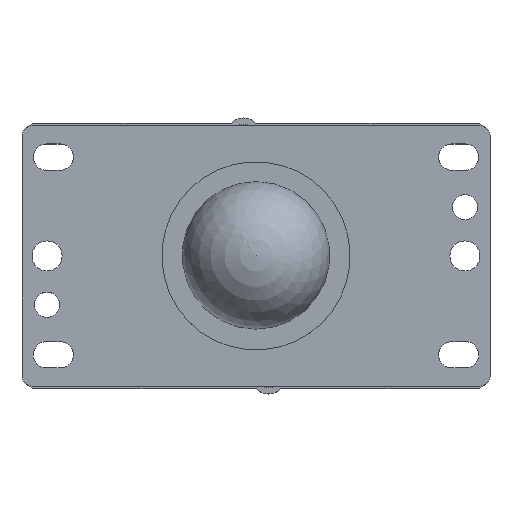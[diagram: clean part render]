
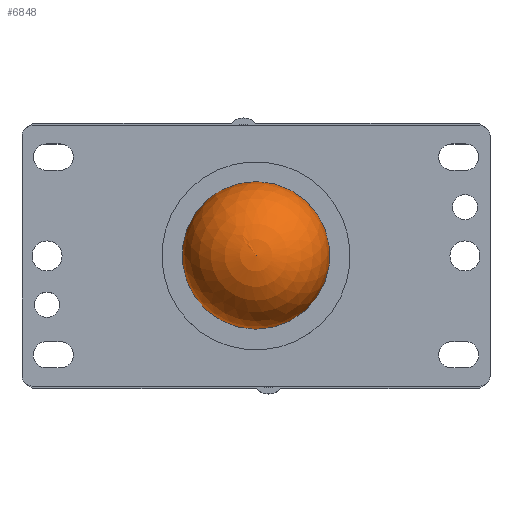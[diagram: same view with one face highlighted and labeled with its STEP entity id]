
A CAD part, top view. The second image highlights one B-rep face of the part: STEP entity #6848.
In plain terms, the highlighted spherical face has radius 14.986 mm.
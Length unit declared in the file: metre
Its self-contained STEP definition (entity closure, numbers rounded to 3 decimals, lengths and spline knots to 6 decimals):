
#66=SPHERICAL_SURFACE('',#7714,0.014986);
#514=CIRCLE('',#7715,0.014712);
#2431=ORIENTED_EDGE('',*,*,#3445,.F.);
#3445=EDGE_CURVE('',#4110,#4110,#514,.T.);
#4110=VERTEX_POINT('',#11748);
#5671=EDGE_LOOP('',(#2431));
#6231=FACE_BOUND('',#5671,.T.);
#6848=ADVANCED_FACE('',(#6231),#66,.T.);
#7714=AXIS2_PLACEMENT_3D('',#11746,#9732,#9733);
#7715=AXIS2_PLACEMENT_3D('',#11747,#9734,#9735);
#9732=DIRECTION('',(0.,0.,-1.));
#9733=DIRECTION('',(1.,0.,0.));
#9734=DIRECTION('',(0.,0.,-1.));
#9735=DIRECTION('',(-1.,0.,0.));
#11746=CARTESIAN_POINT('',(0.,0.,0.029464));
#11747=CARTESIAN_POINT('',(0.,0.,0.026613));
#11748=CARTESIAN_POINT('',(-0.014712,0.,0.026613));
